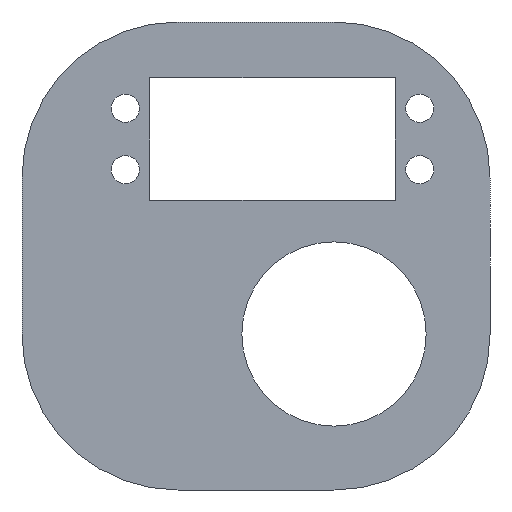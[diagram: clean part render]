
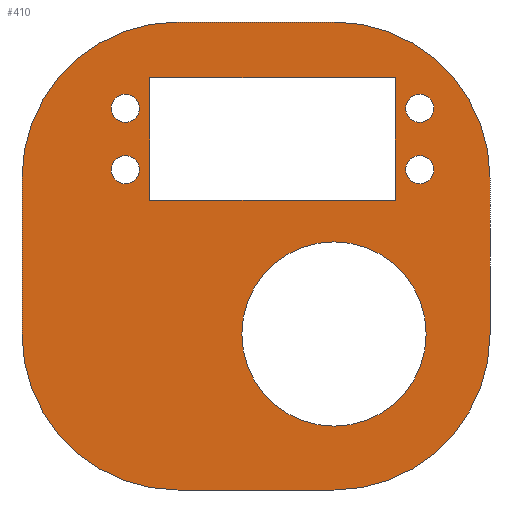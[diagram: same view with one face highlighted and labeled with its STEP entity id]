
A CAD part, left-side view. The second image highlights one B-rep face of the part: STEP entity #410.
In plain terms, the highlighted planar face has unit normal (-1, 0, 0).
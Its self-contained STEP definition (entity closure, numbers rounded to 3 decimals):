
#22=FACE_BOUND('',#88,.T.);
#23=FACE_BOUND('',#89,.T.);
#24=FACE_BOUND('',#90,.T.);
#25=FACE_BOUND('',#91,.T.);
#26=FACE_BOUND('',#92,.T.);
#27=FACE_BOUND('',#93,.T.);
#38=PLANE('',#465);
#59=FACE_OUTER_BOUND('',#87,.T.);
#87=EDGE_LOOP('',(#363,#364,#365,#366,#367,#368,#369,#370));
#88=EDGE_LOOP('',(#371));
#89=EDGE_LOOP('',(#372));
#90=EDGE_LOOP('',(#373));
#91=EDGE_LOOP('',(#374));
#92=EDGE_LOOP('',(#375));
#93=EDGE_LOOP('',(#376,#377,#378,#379));
#105=LINE('',#634,#139);
#111=LINE('',#649,#145);
#114=LINE('',#662,#148);
#117=LINE('',#667,#151);
#119=LINE('',#671,#153);
#121=LINE('',#674,#155);
#126=LINE('',#692,#160);
#127=LINE('',#694,#161);
#139=VECTOR('',#511,10.);
#145=VECTOR('',#527,10.);
#148=VECTOR('',#542,10.);
#151=VECTOR('',#547,10.);
#153=VECTOR('',#551,10.);
#155=VECTOR('',#555,10.);
#160=VECTOR('',#578,10.);
#161=VECTOR('',#581,10.);
#163=CIRCLE('',#427,15.);
#165=CIRCLE('',#430,25.4);
#174=CIRCLE('',#442,25.4);
#175=CIRCLE('',#444,25.4);
#176=CIRCLE('',#447,25.4);
#178=CIRCLE('',#456,2.286);
#179=CIRCLE('',#458,2.286);
#180=CIRCLE('',#460,2.286);
#181=CIRCLE('',#462,2.286);
#183=VERTEX_POINT('',#588);
#186=VERTEX_POINT('',#595);
#187=VERTEX_POINT('',#597);
#203=VERTEX_POINT('',#633);
#204=VERTEX_POINT('',#637);
#205=VERTEX_POINT('',#641);
#206=VERTEX_POINT('',#643);
#207=VERTEX_POINT('',#647);
#208=VERTEX_POINT('',#651);
#210=VERTEX_POINT('',#660);
#211=VERTEX_POINT('',#661);
#212=VERTEX_POINT('',#666);
#213=VERTEX_POINT('',#670);
#214=VERTEX_POINT('',#676);
#215=VERTEX_POINT('',#680);
#216=VERTEX_POINT('',#684);
#217=VERTEX_POINT('',#688);
#220=EDGE_CURVE('',#183,#183,#163,.T.);
#223=EDGE_CURVE('',#186,#187,#165,.T.);
#241=EDGE_CURVE('',#187,#203,#105,.T.);
#243=EDGE_CURVE('',#203,#204,#174,.T.);
#246=EDGE_CURVE('',#205,#206,#175,.T.);
#249=EDGE_CURVE('',#207,#205,#111,.T.);
#251=EDGE_CURVE('',#208,#207,#176,.T.);
#254=EDGE_CURVE('',#210,#211,#114,.T.);
#257=EDGE_CURVE('',#212,#210,#117,.T.);
#259=EDGE_CURVE('',#213,#212,#119,.T.);
#261=EDGE_CURVE('',#211,#213,#121,.T.);
#262=EDGE_CURVE('',#214,#214,#178,.T.);
#264=EDGE_CURVE('',#215,#215,#179,.T.);
#266=EDGE_CURVE('',#216,#216,#180,.T.);
#268=EDGE_CURVE('',#217,#217,#181,.T.);
#270=EDGE_CURVE('',#204,#208,#126,.T.);
#271=EDGE_CURVE('',#206,#186,#127,.T.);
#363=ORIENTED_EDGE('',*,*,#223,.F.);
#364=ORIENTED_EDGE('',*,*,#271,.F.);
#365=ORIENTED_EDGE('',*,*,#246,.F.);
#366=ORIENTED_EDGE('',*,*,#249,.F.);
#367=ORIENTED_EDGE('',*,*,#251,.F.);
#368=ORIENTED_EDGE('',*,*,#270,.F.);
#369=ORIENTED_EDGE('',*,*,#243,.F.);
#370=ORIENTED_EDGE('',*,*,#241,.F.);
#371=ORIENTED_EDGE('',*,*,#220,.T.);
#372=ORIENTED_EDGE('',*,*,#268,.F.);
#373=ORIENTED_EDGE('',*,*,#266,.F.);
#374=ORIENTED_EDGE('',*,*,#264,.F.);
#375=ORIENTED_EDGE('',*,*,#262,.F.);
#376=ORIENTED_EDGE('',*,*,#261,.F.);
#377=ORIENTED_EDGE('',*,*,#254,.F.);
#378=ORIENTED_EDGE('',*,*,#257,.F.);
#379=ORIENTED_EDGE('',*,*,#259,.F.);
#410=ADVANCED_FACE('',(#59,#22,#23,#24,#25,#26,#27),#38,.F.);
#427=AXIS2_PLACEMENT_3D('',#590,#473,#474);
#430=AXIS2_PLACEMENT_3D('',#598,#480,#481);
#442=AXIS2_PLACEMENT_3D('',#638,#515,#516);
#444=AXIS2_PLACEMENT_3D('',#644,#521,#522);
#447=AXIS2_PLACEMENT_3D('',#653,#531,#532);
#456=AXIS2_PLACEMENT_3D('',#677,#558,#559);
#458=AXIS2_PLACEMENT_3D('',#681,#563,#564);
#460=AXIS2_PLACEMENT_3D('',#685,#568,#569);
#462=AXIS2_PLACEMENT_3D('',#689,#573,#574);
#465=AXIS2_PLACEMENT_3D('',#695,#582,#583);
#473=DIRECTION('center_axis',(1.,0.,0.));
#474=DIRECTION('ref_axis',(0.,1.,0.));
#480=DIRECTION('center_axis',(1.,0.,0.));
#481=DIRECTION('ref_axis',(0.,-0.707,-0.707));
#511=DIRECTION('',(0.,1.,0.));
#515=DIRECTION('center_axis',(1.,0.,0.));
#516=DIRECTION('ref_axis',(0.,0.707,-0.707));
#521=DIRECTION('center_axis',(1.,0.,0.));
#522=DIRECTION('ref_axis',(0.,-0.707,0.707));
#527=DIRECTION('',(0.,-1.,0.));
#531=DIRECTION('center_axis',(1.,0.,0.));
#532=DIRECTION('ref_axis',(0.,0.707,0.707));
#542=DIRECTION('',(0.,0.,-1.));
#547=DIRECTION('',(0.,1.,0.));
#551=DIRECTION('',(0.,0.,1.));
#555=DIRECTION('',(0.,-1.,0.));
#558=DIRECTION('center_axis',(-1.,0.,0.));
#559=DIRECTION('ref_axis',(0.,-1.,0.));
#563=DIRECTION('center_axis',(-1.,0.,0.));
#564=DIRECTION('ref_axis',(0.,-1.,0.));
#568=DIRECTION('center_axis',(-1.,0.,0.));
#569=DIRECTION('ref_axis',(0.,-1.,0.));
#573=DIRECTION('center_axis',(-1.,0.,0.));
#574=DIRECTION('ref_axis',(0.,-1.,0.));
#578=DIRECTION('',(0.,0.,1.));
#581=DIRECTION('',(0.,0.,-1.));
#582=DIRECTION('center_axis',(1.,0.,0.));
#583=DIRECTION('ref_axis',(0.,0.,-1.));
#588=CARTESIAN_POINT('',(0.,-15.,0.));
#590=CARTESIAN_POINT('Origin',(0.,0.,0.));
#595=CARTESIAN_POINT('',(0.,-25.4,0.));
#597=CARTESIAN_POINT('',(0.,0.,-25.4));
#598=CARTESIAN_POINT('Origin',(0.,0.,0.));
#633=CARTESIAN_POINT('',(0.,25.4,-25.4));
#634=CARTESIAN_POINT('',(0.,-25.4,-25.4));
#637=CARTESIAN_POINT('',(0.,50.8,0.));
#638=CARTESIAN_POINT('Origin',(0.,25.4,0.));
#641=CARTESIAN_POINT('',(0.,0.,50.8));
#643=CARTESIAN_POINT('',(0.,-25.4,25.4));
#644=CARTESIAN_POINT('Origin',(0.,0.,25.4));
#647=CARTESIAN_POINT('',(0.,25.4,50.8));
#649=CARTESIAN_POINT('',(0.,50.8,50.8));
#651=CARTESIAN_POINT('',(0.,50.8,25.4));
#653=CARTESIAN_POINT('Origin',(0.,25.4,25.4));
#660=CARTESIAN_POINT('',(0.,30.,41.75));
#661=CARTESIAN_POINT('',(0.,30.,21.75));
#662=CARTESIAN_POINT('',(0.,30.,41.75));
#666=CARTESIAN_POINT('',(0.,-10.,41.75));
#667=CARTESIAN_POINT('',(0.,-10.,41.75));
#670=CARTESIAN_POINT('',(0.,-10.,21.75));
#671=CARTESIAN_POINT('',(0.,-10.,21.75));
#674=CARTESIAN_POINT('',(0.,30.,21.75));
#676=CARTESIAN_POINT('',(0.,36.256,36.75));
#677=CARTESIAN_POINT('Origin',(0.,33.97,36.75));
#680=CARTESIAN_POINT('',(0.,36.256,26.75));
#681=CARTESIAN_POINT('Origin',(0.,33.97,26.75));
#684=CARTESIAN_POINT('',(0.,-11.684,26.75));
#685=CARTESIAN_POINT('Origin',(0.,-13.97,26.75));
#688=CARTESIAN_POINT('',(0.,-11.684,36.75));
#689=CARTESIAN_POINT('Origin',(0.,-13.97,36.75));
#692=CARTESIAN_POINT('',(0.,50.8,-25.4));
#694=CARTESIAN_POINT('',(0.,-25.4,50.8));
#695=CARTESIAN_POINT('Origin',(0.,12.7,12.7));
